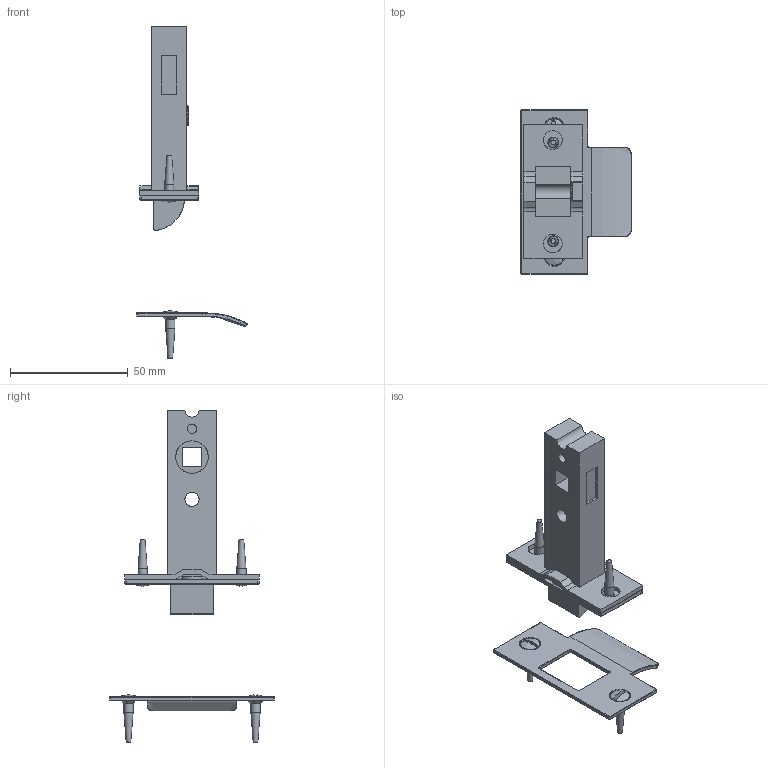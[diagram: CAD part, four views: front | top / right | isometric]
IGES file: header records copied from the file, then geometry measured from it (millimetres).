
Global section: file name: P4027KNO; native system: Autodesk Inventor 2018; preprocessor: unknown; author: rclarke; date: 20190708.075236; units: millimetre
Bounding box: 47.03 x 70 x 141.15 mm (x, y, z)
Volume: 31526.5 mm3; surface area: 22459.1 mm2
Topology: 9 solids, 9 shells, 261 faces, 642 edges, 406 vertices
Faces by surface type: bspline 261
